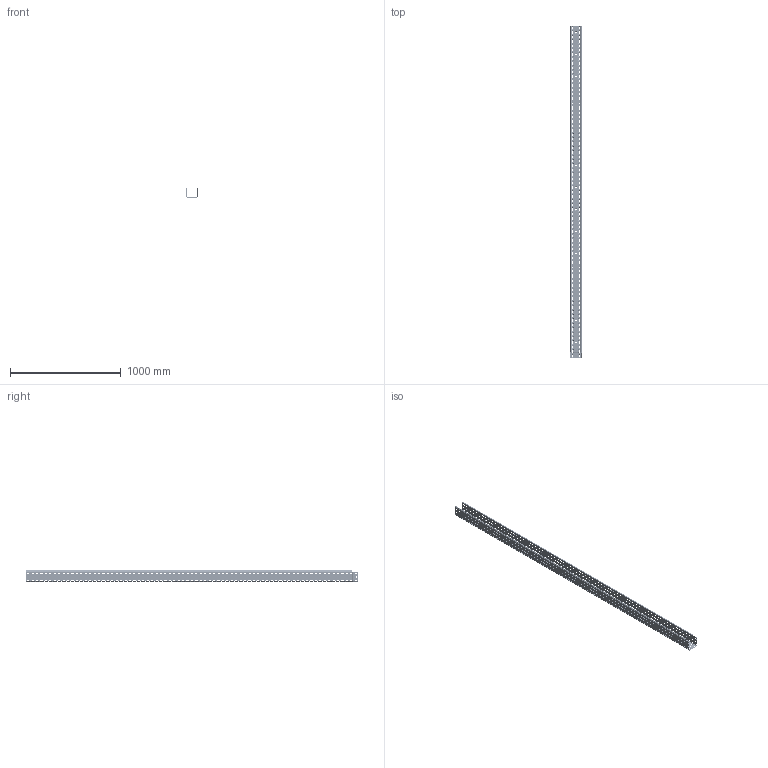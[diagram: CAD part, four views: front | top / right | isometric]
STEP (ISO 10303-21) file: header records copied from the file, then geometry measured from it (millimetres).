
FILE_DESCRIPTION(/* description */ (''),/* implementation_level */ '2;1');
FILE_NAME(/* name */ 'KGJ100H100_3.stp',/* time_stamp */ '2020-03-24T14:28:15+01:00',/* author */ ('stanislaw.luczak'),/* organization */ (''),/* preprocessor_version */ 'ST-DEVELOPER v18',/* originating_system */ 'Autodesk Inventor 2020',/* authorisation */ '');
FILE_SCHEMA (('AUTOMOTIVE_DESIGN { 1 0 10303 214 3 1 1 }'));
Products named in the file (1): KGJ100H60_3
Bounding box: 102 x 3000 x 102.17 mm (x, y, z)
Volume: 854531.5 mm3; surface area: 1751642.4 mm2
Topology: 1 solids, 1 shells, 8719 faces, 22157 edges, 13960 vertices
Faces by surface type: plane 3640, cylinder 3149, torus 1266, cone 630, bspline 34
Full cylindrical faces by diameter (mm): 11 x15
Entity records: 266512 total; most frequent: DIRECTION 48537, CARTESIAN_POINT 45861, ORIENTED_EDGE 44314, EDGE_CURVE 22157, AXIS2_PLACEMENT_3D 17730, VERTEX_POINT 13960, LINE 13077, VECTOR 13077
